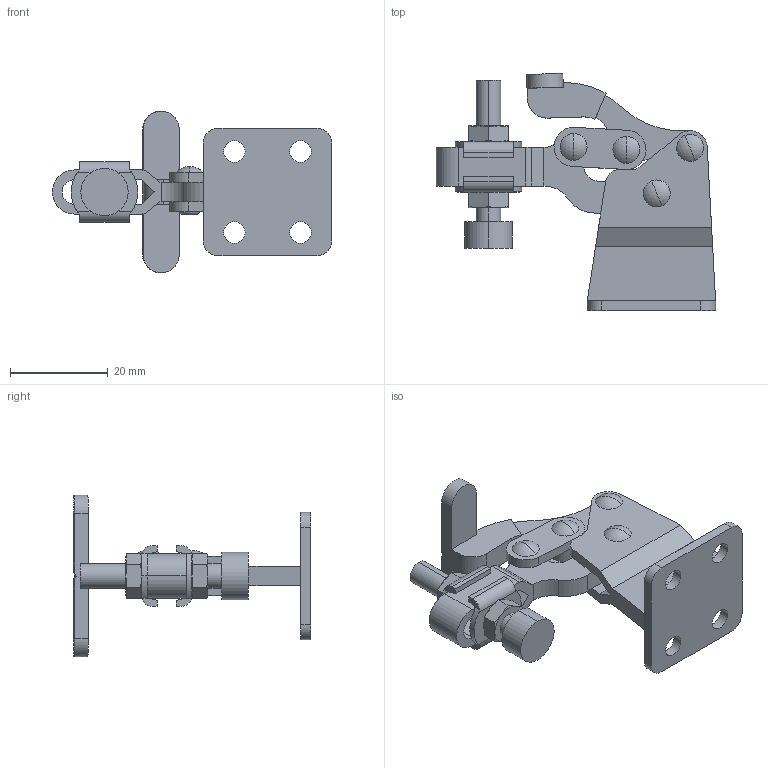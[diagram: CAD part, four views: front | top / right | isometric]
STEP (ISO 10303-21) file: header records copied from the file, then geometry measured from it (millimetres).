
FILE_DESCRIPTION (( 'STEP AP214' ), '1' );
FILE_NAME ('GH-13005-HB(Â²¤Æ)-1.STEP', '2020-03-18T09:32:40', ( 'LinWei' ), ( '' ), 'SwSTEP 2.0', 'SolidWorks 2016', '' );
FILE_SCHEMA (( 'AUTOMOTIVE_DESIGN' ));
Length unit declared in the file: millimetre
Products named in the file (6): Group5^GH-13005-HB(簡化)-1; 11300501-2^GH-13005-HB(簡化)-1; 11300508-1^GH-13005-HB(簡化)-1; Group2^GH-13005-HB(簡化)-1; Group7^GH-13005-HB(簡化)-1; GH-13005-HB(簡化)-1
Assembly tree (5 placements, depth 2):
  GH-13005-HB(簡化)-1
    Group7^GH-13005-HB(簡化)-1
    Group2^GH-13005-HB(簡化)-1
    11300508-1^GH-13005-HB(簡化)-1
    11300501-2^GH-13005-HB(簡化)-1
    Group5^GH-13005-HB(簡化)-1
Bounding box: 57 x 48.39 x 33 mm (x, y, z)
Volume: 9761.8 mm3; surface area: 11313 mm2
Topology: 6 solids, 6 shells, 275 faces, 704 edges, 452 vertices
Faces by surface type: plane 127, cylinder 104, cone 24, sphere 8, torus 8, bspline 4
Entity records: 9547 total; most frequent: CARTESIAN_POINT 1827, DIRECTION 1434, ORIENTED_EDGE 1400, EDGE_CURVE 700, AXIS2_PLACEMENT_3D 539, VERTEX_POINT 452, VECTOR 356, LINE 356
